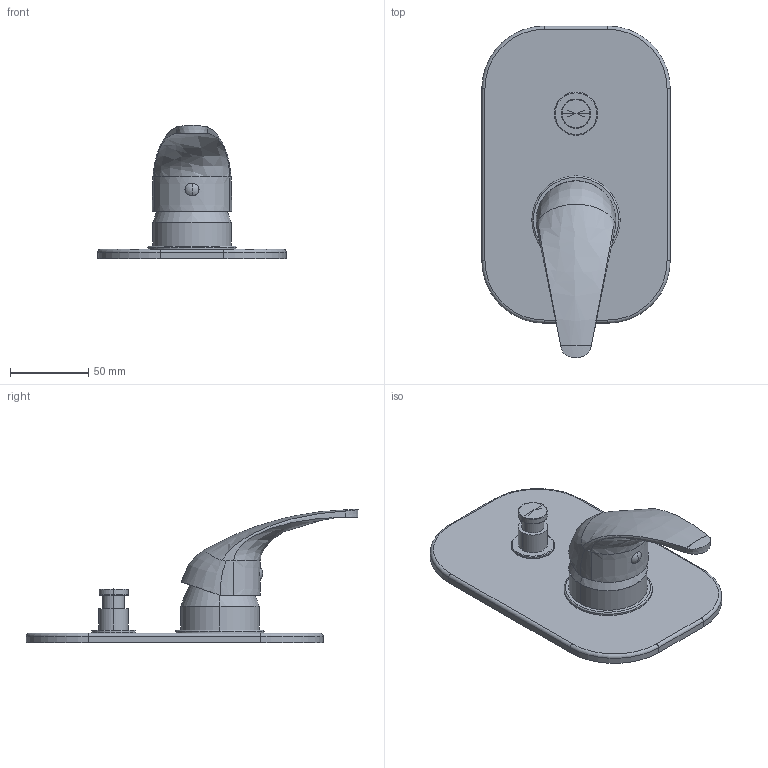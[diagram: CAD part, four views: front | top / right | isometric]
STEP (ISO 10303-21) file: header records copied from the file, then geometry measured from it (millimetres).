
FILE_DESCRIPTION((''),'2;1');
FILE_NAME('ND015CR','2021-11-10T09:59:34',('ut3'),('PAFFONI SpA'),'CREO PARAMETRIC BY PTC INC, 2020044','CREO PARAMETRIC BY PTC INC, 2020044','');
FILE_SCHEMA(('CONFIG_CONTROL_DESIGN','SHAPE_APPEARANCE_LAYERS_GROUPS'));
Length unit declared in the file: millimetre
Products named in the file (1): ND015CR
Bounding box: 120.5 x 212.32 x 85.2 mm (x, y, z)
Volume: 237121.1 mm3; surface area: 66986.5 mm2
Topology: 1 solids, 1 shells, 102 faces, 261 edges, 162 vertices
Faces by surface type: plane 37, cylinder 28, bspline 15, torus 14, cone 6, sphere 2
Entity records: 5249 total; most frequent: CARTESIAN_POINT 2106, ORIENTED_EDGE 506, DIRECTION 478, EDGE_CURVE 253, AXIS2_PLACEMENT_3D 190, VERTEX_POINT 162, EDGE_LOOP 111, CIRCLE 103
